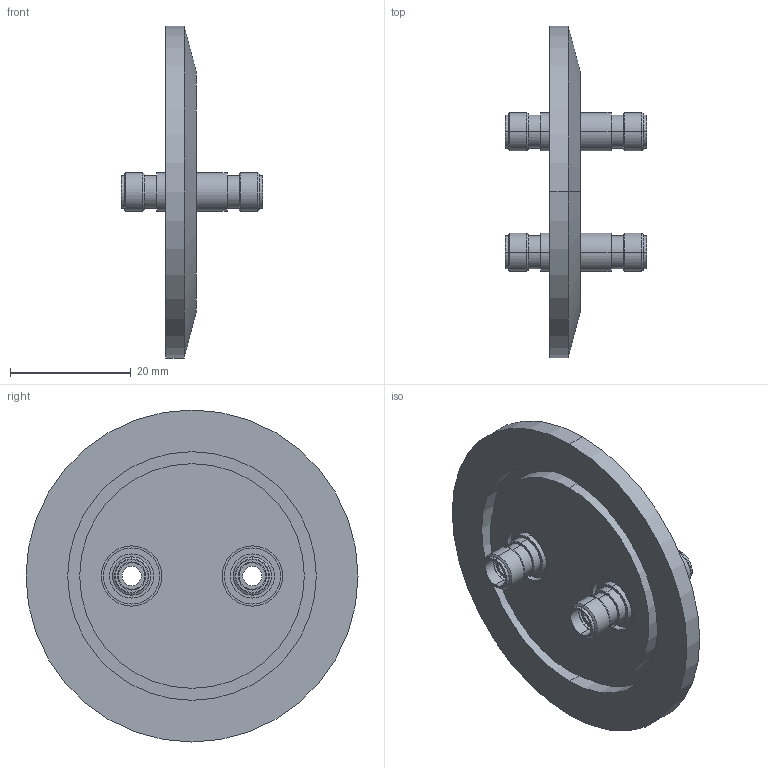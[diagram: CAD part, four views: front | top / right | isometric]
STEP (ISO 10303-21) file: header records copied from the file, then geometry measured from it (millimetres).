
FILE_DESCRIPTION (( 'STEP AP214' ), '1' );
FILE_NAME ('152-FCF-K40-2.STEP', '2018-02-27T14:50:18', ( '' ), ( '' ), 'SwSTEP 2.0', 'SolidWorks 2014', '' );
FILE_SCHEMA (( 'AUTOMOTIVE_DESIGN' ));
Length unit declared in the file: millimetre
Products named in the file (3): 9152-FCF; 152-FCF-K40-2; 9152-FCF-KX-X_9152-FCF-K40-2
Assembly tree (3 placements, depth 2):
  152-FCF-K40-2
    9152-FCF-KX-X_9152-FCF-K40-2
    9152-FCF  x2
Bounding box: 23.43 x 55 x 55 mm (x, y, z)
Volume: 10672.6 mm3; surface area: 7880.6 mm2
Topology: 3 solids, 3 shells, 122 faces, 246 edges, 158 vertices
Faces by surface type: cylinder 70, plane 34, cone 18
Entity records: 1974 total; most frequent: DIRECTION 380, CARTESIAN_POINT 305, ORIENTED_EDGE 280, AXIS2_PLACEMENT_3D 165, EDGE_CURVE 140, EDGE_LOOP 90, CIRCLE 90, VERTEX_POINT 90
